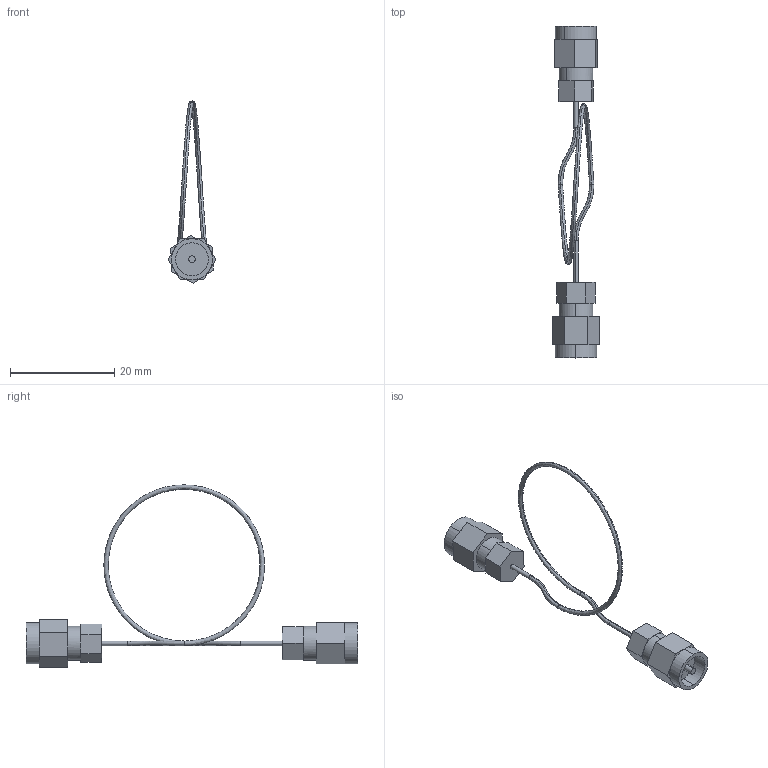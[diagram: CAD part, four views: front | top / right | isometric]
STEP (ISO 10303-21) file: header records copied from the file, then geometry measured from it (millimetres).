
FILE_DESCRIPTION (( 'STEP AP214' ), '1' );
FILE_NAME ('a1_IC-1K_NbTi_Coax_Loop_assembly.STEP', '2025-12-05T11:09:15', ( '' ), ( '' ), 'SwSTEP 2.0', 'SolidWorks 2018', '' );
FILE_SCHEMA (( 'AUTOMOTIVE_DESIGN' ));
Length unit declared in the file: millimetre
Products named in the file (3): a1_IC-1K_NbTi_Coax_Loop_assembly; SMAMaleConnector_CryoCoax_5139-P1NN-652-101P; a1_IC-1K_NbTi_Coax_Loop
Assembly tree (3 placements, depth 2):
  a1_IC-1K_NbTi_Coax_Loop_assembly
    a1_IC-1K_NbTi_Coax_Loop
    SMAMaleConnector_CryoCoax_5139-P1NN-652-101P  x2
Bounding box: 9.17 x 63.75 x 35 mm (x, y, z)
Volume: 1196.7 mm3; surface area: 1419 mm2
Topology: 3 solids, 3 shells, 88 faces, 196 edges, 122 vertices
Faces by surface type: plane 62, cylinder 20, bspline 6
Entity records: 2876 total; most frequent: CARTESIAN_POINT 1666, DIRECTION 236, ORIENTED_EDGE 224, EDGE_CURVE 112, AXIS2_PLACEMENT_3D 88, VERTEX_POINT 70, LINE 60, VECTOR 60
